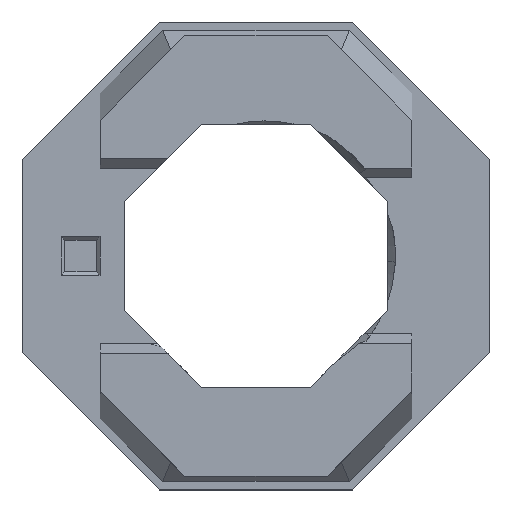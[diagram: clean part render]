
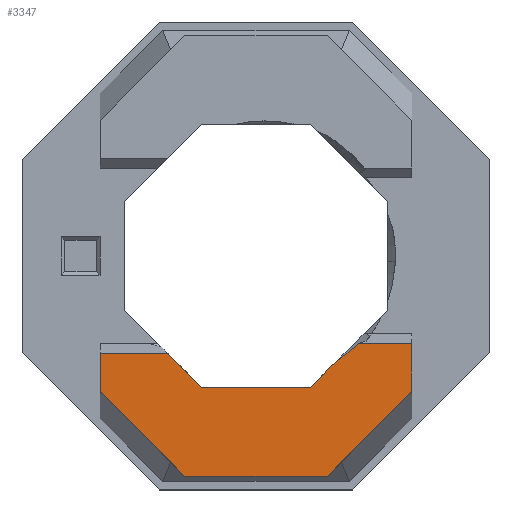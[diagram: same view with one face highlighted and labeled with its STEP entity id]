
A CAD part, top view. The second image highlights one B-rep face of the part: STEP entity #3347.
In plain terms, the highlighted planar face has unit normal (0, 0, 1).
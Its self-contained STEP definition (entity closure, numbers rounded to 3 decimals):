
#113=B_SPLINE_CURVE_WITH_KNOTS('',3,(#4707,#4708,#4709,#4710,#4711,#4712,
#4713),.UNSPECIFIED.,.F.,.F.,(4,3,4),(0.162,0.253,
0.302),.UNSPECIFIED.);
#398=FACE_OUTER_BOUND('',#592,.T.);
#592=EDGE_LOOP('',(#2389,#2390,#2391,#2392,#2393,#2394,#2395,#2396,#2397,
#2398,#2399));
#831=LINE('',#4416,#1115);
#864=LINE('',#4695,#1148);
#865=LINE('',#4697,#1149);
#866=LINE('',#4699,#1150);
#867=LINE('',#4701,#1151);
#868=LINE('',#4703,#1152);
#869=LINE('',#4705,#1153);
#870=LINE('',#4715,#1154);
#871=LINE('',#4717,#1155);
#872=LINE('',#4718,#1156);
#1115=VECTOR('',#3777,10.);
#1148=VECTOR('',#3838,10.);
#1149=VECTOR('',#3839,10.);
#1150=VECTOR('',#3840,10.);
#1151=VECTOR('',#3841,10.);
#1152=VECTOR('',#3842,10.);
#1153=VECTOR('',#3843,10.);
#1154=VECTOR('',#3844,10.);
#1155=VECTOR('',#3845,10.);
#1156=VECTOR('',#3846,10.);
#1386=VERTEX_POINT('',#4413);
#1387=VERTEX_POINT('',#4415);
#1431=VERTEX_POINT('',#4694);
#1432=VERTEX_POINT('',#4696);
#1433=VERTEX_POINT('',#4698);
#1434=VERTEX_POINT('',#4700);
#1435=VERTEX_POINT('',#4702);
#1436=VERTEX_POINT('',#4704);
#1437=VERTEX_POINT('',#4706);
#1438=VERTEX_POINT('',#4714);
#1439=VERTEX_POINT('',#4716);
#1746=EDGE_CURVE('',#1387,#1386,#831,.T.);
#1802=EDGE_CURVE('',#1386,#1431,#864,.T.);
#1803=EDGE_CURVE('',#1431,#1432,#865,.T.);
#1804=EDGE_CURVE('',#1432,#1433,#866,.T.);
#1805=EDGE_CURVE('',#1434,#1433,#867,.T.);
#1806=EDGE_CURVE('',#1434,#1435,#868,.T.);
#1807=EDGE_CURVE('',#1435,#1436,#869,.T.);
#1808=EDGE_CURVE('',#1436,#1437,#113,.T.);
#1809=EDGE_CURVE('',#1437,#1438,#870,.T.);
#1810=EDGE_CURVE('',#1438,#1439,#871,.T.);
#1811=EDGE_CURVE('',#1439,#1387,#872,.T.);
#2389=ORIENTED_EDGE('',*,*,#1746,.T.);
#2390=ORIENTED_EDGE('',*,*,#1802,.T.);
#2391=ORIENTED_EDGE('',*,*,#1803,.T.);
#2392=ORIENTED_EDGE('',*,*,#1804,.T.);
#2393=ORIENTED_EDGE('',*,*,#1805,.F.);
#2394=ORIENTED_EDGE('',*,*,#1806,.T.);
#2395=ORIENTED_EDGE('',*,*,#1807,.T.);
#2396=ORIENTED_EDGE('',*,*,#1808,.T.);
#2397=ORIENTED_EDGE('',*,*,#1809,.T.);
#2398=ORIENTED_EDGE('',*,*,#1810,.T.);
#2399=ORIENTED_EDGE('',*,*,#1811,.T.);
#3247=PLANE('',#3545);
#3347=ADVANCED_FACE('',(#398),#3247,.T.);
#3545=AXIS2_PLACEMENT_3D('',#4693,#3836,#3837);
#3777=DIRECTION('',(-1.,0.,0.));
#3836=DIRECTION('center_axis',(0.,0.,1.));
#3837=DIRECTION('ref_axis',(0.,1.,0.));
#3838=DIRECTION('',(0.,-1.,0.));
#3839=DIRECTION('',(0.707,-0.707,0.));
#3840=DIRECTION('',(1.,0.,0.));
#3841=DIRECTION('',(-0.707,-0.707,0.));
#3842=DIRECTION('',(0.,1.,0.));
#3843=DIRECTION('',(-1.,0.,0.));
#3844=DIRECTION('',(-0.707,-0.707,0.));
#3845=DIRECTION('',(-1.,0.,0.));
#3846=DIRECTION('',(-0.707,0.707,0.));
#4413=CARTESIAN_POINT('',(-8.,-5.,6.4));
#4415=CARTESIAN_POINT('',(-4.546,-5.,6.4));
#4416=CARTESIAN_POINT('',(0.,-5.,6.4));
#4693=CARTESIAN_POINT('Origin',(0.,2.,6.4));
#4694=CARTESIAN_POINT('',(-8.,-6.955,6.4));
#4695=CARTESIAN_POINT('',(-8.,1.,6.4));
#4696=CARTESIAN_POINT('',(-3.655,-11.3,6.4));
#4697=CARTESIAN_POINT('',(-2.923,-12.033,6.4));
#4698=CARTESIAN_POINT('',(3.655,-11.3,6.4));
#4699=CARTESIAN_POINT('',(0.,-11.3,6.4));
#4700=CARTESIAN_POINT('',(8.,-6.955,6.4));
#4701=CARTESIAN_POINT('',(5.501,-9.455,6.4));
#4702=CARTESIAN_POINT('',(8.,-4.5,6.4));
#4703=CARTESIAN_POINT('',(8.,1.,6.4));
#4704=CARTESIAN_POINT('',(5.238,-4.5,6.4));
#4705=CARTESIAN_POINT('',(0.,-4.5,6.4));
#4706=CARTESIAN_POINT('',(4.16,-5.386,6.4));
#4707=CARTESIAN_POINT('Ctrl Pts',(5.238,-4.5,6.4));
#4708=CARTESIAN_POINT('Ctrl Pts',(5.025,-4.715,6.4));
#4709=CARTESIAN_POINT('Ctrl Pts',(4.797,-4.915,6.4));
#4710=CARTESIAN_POINT('Ctrl Pts',(4.557,-5.101,6.4));
#4711=CARTESIAN_POINT('Ctrl Pts',(4.428,-5.2,6.4));
#4712=CARTESIAN_POINT('Ctrl Pts',(4.295,-5.296,6.4));
#4713=CARTESIAN_POINT('Ctrl Pts',(4.16,-5.386,6.4));
#4714=CARTESIAN_POINT('',(2.796,-6.75,6.4));
#4715=CARTESIAN_POINT('',(4.284,-5.261,6.4));
#4716=CARTESIAN_POINT('',(-2.796,-6.75,6.4));
#4717=CARTESIAN_POINT('',(-1.398,-6.75,6.4));
#4718=CARTESIAN_POINT('',(-6.261,-3.284,6.4));
